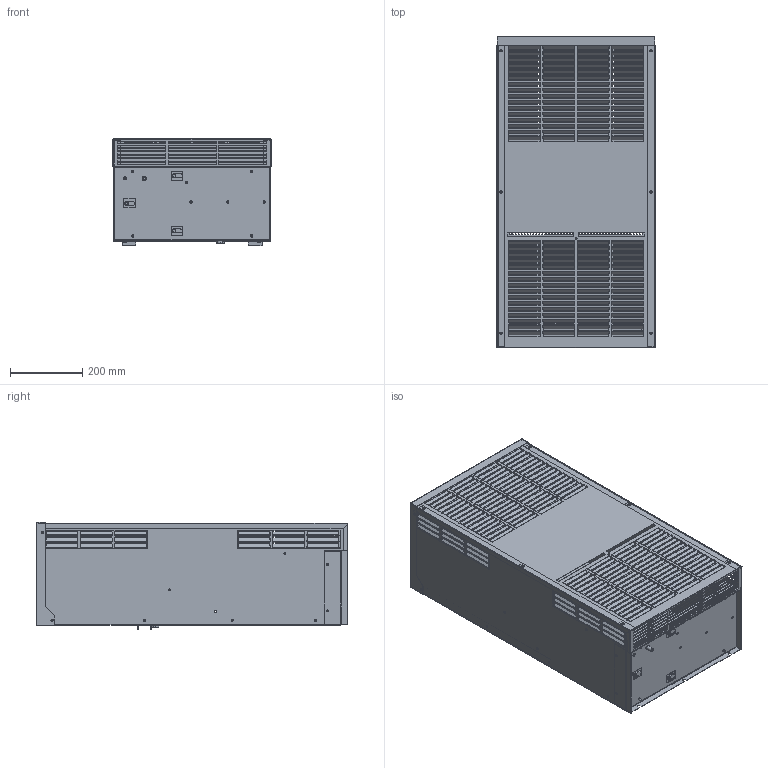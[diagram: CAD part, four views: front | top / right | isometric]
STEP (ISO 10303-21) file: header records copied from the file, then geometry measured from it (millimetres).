
FILE_DESCRIPTION((''),'2;1');
FILE_NAME('STEP-KNA4C5DP33L.stp', '2013-03-25T13:54:45',('User'),('SDRC'),'I-DEAS Master Series','UNIX','Yes');
FILE_SCHEMA(('CONFIG_CONTROL_DESIGN', 'GEOMETRIC_VALIDATION_PROPERTIES_MIM','SHAPE_APPEARANCE_LAYER_MIM'));
Length unit declared in the file: inch
Bounding box: 438.63 x 862.48 x 296.75 mm (x, y, z)
Volume: 1833378.4 mm3; surface area: 3481022.2 mm2
Topology: 47 solids, 47 shells, 2557 faces, 7251 edges, 4805 vertices
Faces by surface type: bspline 2557
Entity records: 84423 total; most frequent: CARTESIAN_POINT 34287, ORIENTED_EDGE 14502, EDGE_CURVE 7251, OVER_RIDING_STYLED_ITEM 5725, VERTEX_POINT 4805, B_SPLINE_CURVE_WITH_KNOTS 3627, EDGE_LOOP 3292, QUASI_UNIFORM_CURVE 2664
